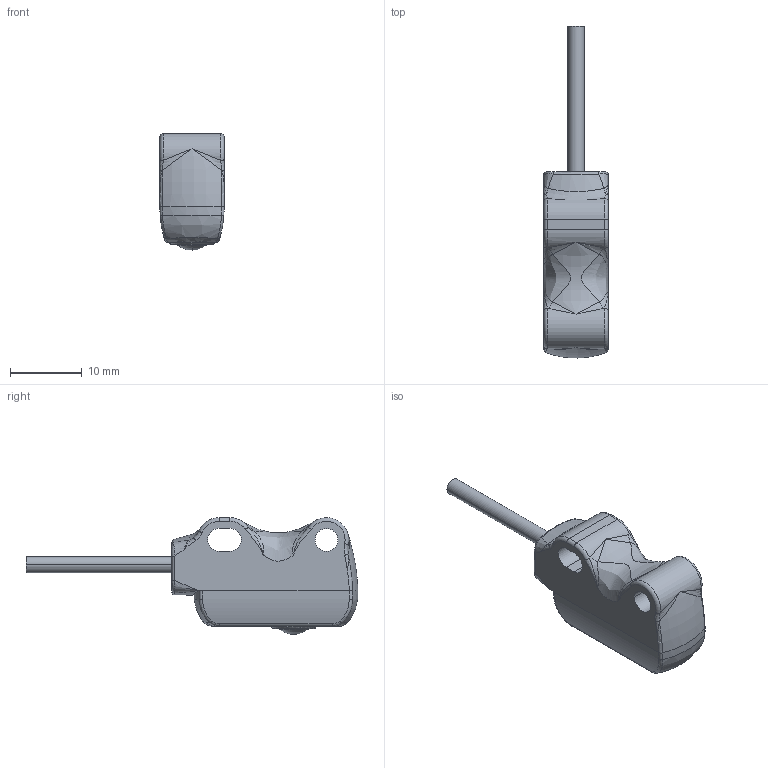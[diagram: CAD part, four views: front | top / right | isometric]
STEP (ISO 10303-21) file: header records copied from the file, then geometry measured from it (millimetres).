
FILE_DESCRIPTION((''),'2;1');
FILE_NAME('149859_SW','2010-05-07T',('banengservice'),('BANNER ENGINEERING'),'PRO/ENGINEER BY PARAMETRIC TECHNOLOGY CORPORATION, 2009141','PRO/ENGINEER BY PARAMETRIC TECHNOLOGY CORPORATION, 2009141','');
FILE_SCHEMA(('CONFIG_CONTROL_DESIGN'));
Length unit declared in the file: inch
Products named in the file (1): 149859_SW
Bounding box: 9 x 46.4 x 16.3 mm (x, y, z)
Volume: 1617.6 mm3; surface area: 2462.8 mm2
Topology: 2 solids, 2 shells, 282 faces, 682 edges, 412 vertices
Faces by surface type: bspline 90, cylinder 84, plane 67, torus 28, cone 11, sphere 2
Entity records: 13007 total; most frequent: CARTESIAN_POINT 6987, ORIENTED_EDGE 1356, DIRECTION 1117, EDGE_CURVE 678, AXIS2_PLACEMENT_3D 458, VERTEX_POINT 412, EDGE_LOOP 298, FACE_OUTER_BOUND 282
